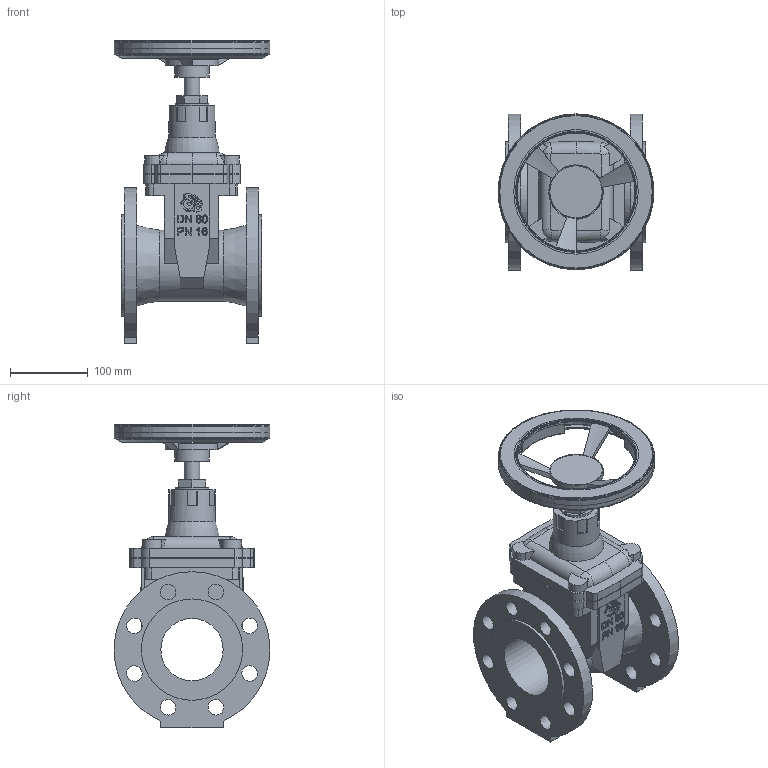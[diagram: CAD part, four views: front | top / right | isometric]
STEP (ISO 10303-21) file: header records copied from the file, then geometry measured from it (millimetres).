
FILE_DESCRIPTION(('STEP AP203'), '1');
FILE_NAME('3D_101-080-16', '', ('UNSPECIFIED'), ('UNSPECIFIED'), 'C3D Converter', 'C3D Toolkit', '');
FILE_SCHEMA(('CONFIG_CONTROL_DESIGN'));
Length unit declared in the file: millimetre
Bounding box: 200 x 200 x 389 mm (x, y, z)
Volume: 2860381.9 mm3; surface area: 434524 mm2
Topology: 2 solids, 2 shells, 3500 faces, 10345 edges, 6898 vertices
Faces by surface type: plane 3297, cone 92, cylinder 83, torus 28
Full cylindrical faces by diameter (mm): 20 x17, 43 x1, 44.444 x1, 60 x1, 65.468 x1, 80 x1, 91.185 x1, 130 x2, 155.556 x1, 195.556 x1, 200 x1
Entity records: 142958 total; most frequent: CARTESIAN_POINT 21281, ORIENTED_EDGE 20490, DIRECTION 17667, EDGE_CURVE 10245, LINE 9771, VECTOR 9771, VERTEX_POINT 6896, AXIS2_PLACEMENT_3D 3948
